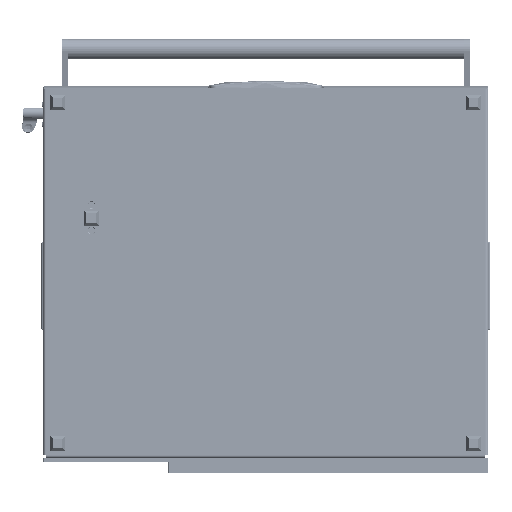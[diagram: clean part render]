
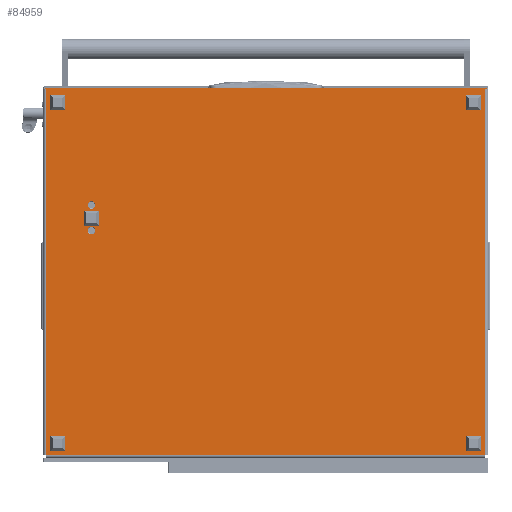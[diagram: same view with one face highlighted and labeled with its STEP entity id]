
A CAD part, front view. The second image highlights one B-rep face of the part: STEP entity #84959.
In plain terms, the highlighted face is planar.
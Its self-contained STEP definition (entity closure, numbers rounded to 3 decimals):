
#309 = DIRECTION ( 'NONE',  ( 1., 0., 0. ) ) ;
#1613 = CARTESIAN_POINT ( 'NONE',  ( -2., 610., 0. ) ) ;
#2055 = EDGE_CURVE ( 'NONE', #95980, #70595, #9627, .T. ) ;
#5994 = CARTESIAN_POINT ( 'NONE',  ( 0., 608., 0. ) ) ;
#6412 = DIRECTION ( 'NONE',  ( -1., 0., 0. ) ) ;
#6549 = LINE ( 'NONE', #96229, #121707 ) ;
#8717 = CARTESIAN_POINT ( 'NONE',  ( -2., -2., 0. ) ) ;
#9063 = CARTESIAN_POINT ( 'NONE',  ( 0., -2., 0. ) ) ;
#9468 = VERTEX_POINT ( 'NONE', #90623 ) ;
#9627 = LINE ( 'NONE', #120470, #70031 ) ;
#9857 = EDGE_LOOP ( 'NONE', ( #53884, #48888 ) ) ;
#13327 = EDGE_CURVE ( 'NONE', #76311, #19470, #120158, .T. ) ;
#13562 = CARTESIAN_POINT ( 'NONE',  ( 154.8, 545., 0. ) ) ;
#14762 = VERTEX_POINT ( 'NONE', #85205 ) ;
#17627 = DIRECTION ( 'NONE',  ( 0., -1., 0. ) ) ;
#18272 = CARTESIAN_POINT ( 'NONE',  ( 195., 545., 0. ) ) ;
#19470 = VERTEX_POINT ( 'NONE', #29714 ) ;
#21405 = ORIENTED_EDGE ( 'NONE', *, *, #13327, .F. ) ;
#21438 = ORIENTED_EDGE ( 'NONE', *, *, #108091, .T. ) ;
#21641 = CARTESIAN_POINT ( 'NONE',  ( 0., -4., 0. ) ) ;
#22429 = EDGE_CURVE ( 'NONE', #88660, #82994, #102232, .T. ) ;
#24072 = ORIENTED_EDGE ( 'NONE', *, *, #22429, .F. ) ;
#26494 = EDGE_CURVE ( 'NONE', #82994, #88660, #98362, .T. ) ;
#26840 = CARTESIAN_POINT ( 'NONE',  ( 0., -2., 0. ) ) ;
#27255 = ORIENTED_EDGE ( 'NONE', *, *, #26494, .F. ) ;
#28382 = DIRECTION ( 'NONE',  ( 0., 0., -1. ) ) ;
#29714 = CARTESIAN_POINT ( 'NONE',  ( 0., 0., 0. ) ) ;
#31431 = DIRECTION ( 'NONE',  ( 0., 0., -1. ) ) ;
#33928 = CIRCLE ( 'NONE', #69683, 5.2 ) ;
#35078 = ORIENTED_EDGE ( 'NONE', *, *, #2055, .T. ) ;
#39215 = DIRECTION ( 'NONE',  ( -1., 0., 0. ) ) ;
#39330 = DIRECTION ( 'NONE',  ( 0., 0., -1. ) ) ;
#39975 = LINE ( 'NONE', #99343, #57705 ) ;
#40266 = CARTESIAN_POINT ( 'NONE',  ( 0., 608., 0. ) ) ;
#41113 = DIRECTION ( 'NONE',  ( 0., 0., -1. ) ) ;
#44865 = VERTEX_POINT ( 'NONE', #5994 ) ;
#47653 = ORIENTED_EDGE ( 'NONE', *, *, #65758, .F. ) ;
#48224 = VECTOR ( 'NONE', #104678, 1000. ) ;
#48442 = DIRECTION ( 'NONE',  ( 0., 0., -1. ) ) ;
#48521 = CARTESIAN_POINT ( 'NONE',  ( 0., 610., 0. ) ) ;
#48888 = ORIENTED_EDGE ( 'NONE', *, *, #127116, .F. ) ;
#49201 = DIRECTION ( 'NONE',  ( -1., 0., 0. ) ) ;
#51381 = CARTESIAN_POINT ( 'NONE',  ( 506., 0., 0. ) ) ;
#53718 = ORIENTED_EDGE ( 'NONE', *, *, #54474, .F. ) ;
#53884 = ORIENTED_EDGE ( 'NONE', *, *, #108720, .F. ) ;
#54170 = VECTOR ( 'NONE', #6412, 1000. ) ;
#54474 = EDGE_CURVE ( 'NONE', #9468, #44865, #6549, .T. ) ;
#55781 = AXIS2_PLACEMENT_3D ( 'NONE', #121864, #31431, #71673 ) ;
#56506 = LINE ( 'NONE', #26840, #54170 ) ;
#57705 = VECTOR ( 'NONE', #17627, 1000. ) ;
#58461 = AXIS2_PLACEMENT_3D ( 'NONE', #109772, #48442, #39215 ) ;
#59656 = EDGE_CURVE ( 'NONE', #70595, #91300, #90690, .T. ) ;
#61804 = CARTESIAN_POINT ( 'NONE',  ( 0., -4., 0. ) ) ;
#62053 = CARTESIAN_POINT ( 'NONE',  ( 0., 610., 0. ) ) ;
#63942 = DIRECTION ( 'NONE',  ( -1., 0., 0. ) ) ;
#65758 = EDGE_CURVE ( 'NONE', #19470, #87503, #128310, .T. ) ;
#69683 = AXIS2_PLACEMENT_3D ( 'NONE', #122275, #41113, #111026 ) ;
#69938 = FACE_BOUND ( 'NONE', #9857, .T. ) ;
#70031 = VECTOR ( 'NONE', #113803, 1000. ) ;
#70595 = VERTEX_POINT ( 'NONE', #1613 ) ;
#71673 = DIRECTION ( 'NONE',  ( -1., 0., 0. ) ) ;
#76311 = VERTEX_POINT ( 'NONE', #9063 ) ;
#78495 = CARTESIAN_POINT ( 'NONE',  ( 189.8, 545., 0. ) ) ;
#79813 = DIRECTION ( 'NONE',  ( -1., 0., 0. ) ) ;
#80624 = CARTESIAN_POINT ( 'NONE',  ( 200.2, 545., 0. ) ) ;
#81752 = AXIS2_PLACEMENT_3D ( 'NONE', #40266, #28382, #79813 ) ;
#81764 = FACE_OUTER_BOUND ( 'NONE', #123348, .T. ) ;
#82366 = EDGE_CURVE ( 'NONE', #44865, #91300, #112619, .T. ) ;
#82994 = VERTEX_POINT ( 'NONE', #80624 ) ;
#84959 = ADVANCED_FACE ( 'NONE', ( #69938, #108888, #81764 ), #91036, .T. ) ;
#85205 = CARTESIAN_POINT ( 'NONE',  ( 165.2, 545., 0. ) ) ;
#87484 = VECTOR ( 'NONE', #101390, 1000. ) ;
#87503 = VERTEX_POINT ( 'NONE', #51381 ) ;
#87794 = AXIS2_PLACEMENT_3D ( 'NONE', #18272, #39330, #49201 ) ;
#88660 = VERTEX_POINT ( 'NONE', #78495 ) ;
#90623 = CARTESIAN_POINT ( 'NONE',  ( 506., 608., 0. ) ) ;
#90690 = LINE ( 'NONE', #48521, #96886 ) ;
#90716 = EDGE_CURVE ( 'NONE', #9468, #87503, #39975, .T. ) ;
#91036 = PLANE ( 'NONE',  #81752 ) ;
#91300 = VERTEX_POINT ( 'NONE', #62053 ) ;
#94959 = ORIENTED_EDGE ( 'NONE', *, *, #59656, .T. ) ;
#95980 = VERTEX_POINT ( 'NONE', #8717 ) ;
#96229 = CARTESIAN_POINT ( 'NONE',  ( 0., 608., 0. ) ) ;
#96886 = VECTOR ( 'NONE', #309, 1000. ) ;
#97884 = CARTESIAN_POINT ( 'NONE',  ( 0., 0., 0. ) ) ;
#98362 = CIRCLE ( 'NONE', #87794, 5.2 ) ;
#99343 = CARTESIAN_POINT ( 'NONE',  ( 506., 608., 0. ) ) ;
#101390 = DIRECTION ( 'NONE',  ( 0., 1., 0. ) ) ;
#102209 = EDGE_LOOP ( 'NONE', ( #24072, #27255 ) ) ;
#102232 = CIRCLE ( 'NONE', #55781, 5.2 ) ;
#103311 = ORIENTED_EDGE ( 'NONE', *, *, #90716, .T. ) ;
#104678 = DIRECTION ( 'NONE',  ( 0., 1., 0. ) ) ;
#108091 = EDGE_CURVE ( 'NONE', #76311, #95980, #56506, .T. ) ;
#108453 = DIRECTION ( 'NONE',  ( 1., 0., 0. ) ) ;
#108720 = EDGE_CURVE ( 'NONE', #121528, #14762, #115395, .T. ) ;
#108888 = FACE_BOUND ( 'NONE', #102209, .T. ) ;
#109772 = CARTESIAN_POINT ( 'NONE',  ( 160., 545., 0. ) ) ;
#111026 = DIRECTION ( 'NONE',  ( -1., 0., 0. ) ) ;
#111786 = ORIENTED_EDGE ( 'NONE', *, *, #82366, .F. ) ;
#112619 = LINE ( 'NONE', #61804, #87484 ) ;
#113450 = VECTOR ( 'NONE', #108453, 1000. ) ;
#113803 = DIRECTION ( 'NONE',  ( 0., 1., 0. ) ) ;
#115395 = CIRCLE ( 'NONE', #58461, 5.2 ) ;
#120158 = LINE ( 'NONE', #21641, #48224 ) ;
#120470 = CARTESIAN_POINT ( 'NONE',  ( -2., -4., 0. ) ) ;
#121528 = VERTEX_POINT ( 'NONE', #13562 ) ;
#121707 = VECTOR ( 'NONE', #63942, 1000. ) ;
#121864 = CARTESIAN_POINT ( 'NONE',  ( 195., 545., 0. ) ) ;
#122275 = CARTESIAN_POINT ( 'NONE',  ( 160., 545., 0. ) ) ;
#123348 = EDGE_LOOP ( 'NONE', ( #21405, #21438, #35078, #94959, #111786, #53718, #103311, #47653 ) ) ;
#127116 = EDGE_CURVE ( 'NONE', #14762, #121528, #33928, .T. ) ;
#128310 = LINE ( 'NONE', #97884, #113450 ) ;
